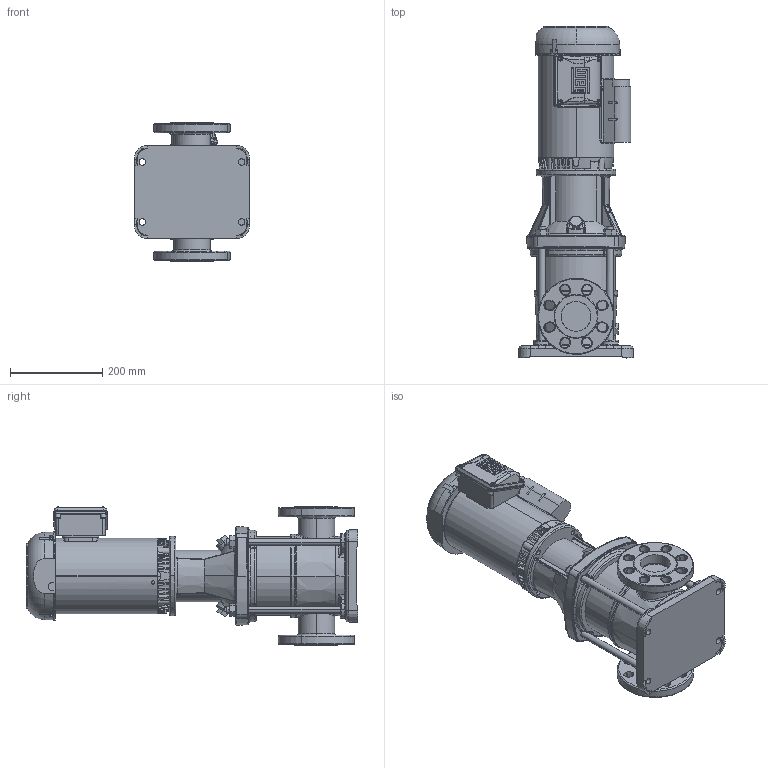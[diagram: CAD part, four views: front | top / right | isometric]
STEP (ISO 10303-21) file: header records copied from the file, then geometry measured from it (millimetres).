
FILE_DESCRIPTION (( 'STEP AP203' ), '1' );
FILE_NAME ('3303770 - MVI-75-1-2 HP-56C-304-E-115_230V~1.step', '2022-03-30T15:07:00', ( '' ), ( '' ), 'SwSTEP 2.0', 'SolidWorks 2021', '' );
FILE_SCHEMA (( 'CONFIG_CONTROL_DESIGN' ));
Length unit declared in the file: inch
Products named in the file (5): MVI PEO - [304-EPDM]_3304070 - MVI-75-1-2 HP-56C-304-E-S; sbi_n_15-1_flange(NEMA); ~1 MOTOR_3329583 - NEMA V2 2HP 56C 115_208-230~1 TEFC; 3303770 - MVI-75-1-2 HP-56C-304-E-115_230V~1; 3329583 - NEMA V2 2HP 56C 115_208-230~1 TEFC
Assembly tree (4 placements, depth 3):
  3303770 - MVI-75-1-2 HP-56C-304-E-115_230V~1
    MVI PEO - [304-EPDM]_3304070 - MVI-75-1-2 HP-56C-304-E-S
      sbi_n_15-1_flange(NEMA)
    ~1 MOTOR_3329583 - NEMA V2 2HP 56C 115_208-230~1 TEFC
      3329583 - NEMA V2 2HP 56C 115_208-230~1 TEFC
Bounding box: 248.82 x 719.64 x 300 mm (x, y, z)
Volume: 18654401.4 mm3; surface area: 926738.5 mm2
Topology: 14 solids, 16 shells, 2136 faces, 5570 edges, 3519 vertices
Faces by surface type: plane 650, cylinder 562, bspline 438, cone 367, torus 89, sphere 30
Entity records: 137436 total; most frequent: CARTESIAN_POINT 89541, ORIENTED_EDGE 11042, DIRECTION 8372, EDGE_CURVE 5521, VERTEX_POINT 3519, AXIS2_PLACEMENT_3D 3255, EDGE_LOOP 2302, FACE_OUTER_BOUND 2136
